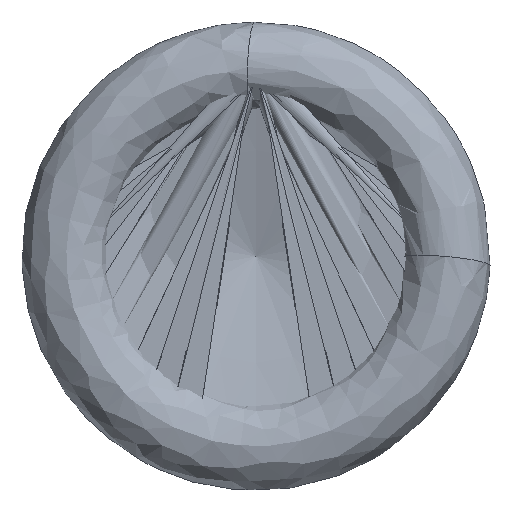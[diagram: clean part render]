
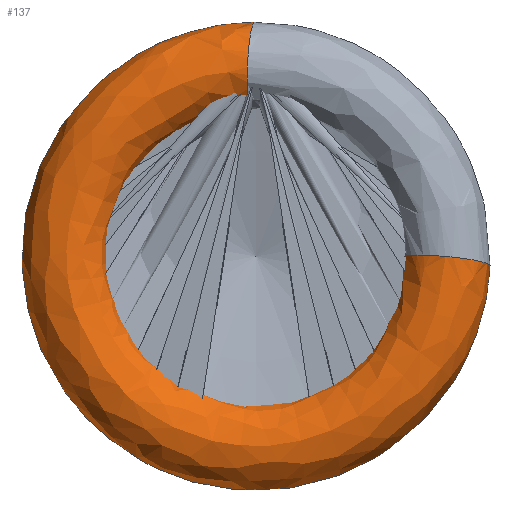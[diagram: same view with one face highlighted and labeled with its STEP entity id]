
A CAD part, left-side view. The second image highlights one B-rep face of the part: STEP entity #137.
In plain terms, the highlighted free-form (B-spline) face has degree [3, 3] with [7, 7] control points.
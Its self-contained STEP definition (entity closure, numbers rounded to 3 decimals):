
#137=ADVANCED_FACE('',(#151,#152),#149,.F.);
#149=(
BOUNDED_SURFACE()
B_SPLINE_SURFACE(3,3,((#320,#321,#322,#323,#324,#325,#326),(#327,#328,#329,
#330,#331,#332,#333),(#334,#335,#336,#337,#338,#339,#340),(#341,#342,#343,
#344,#345,#346,#347),(#348,#349,#350,#351,#352,#353,#354),(#355,#356,#357,
#358,#359,#360,#361),(#362,#363,#364,#365,#366,#367,#368)),
 .UNSPECIFIED.,.T.,.F.,.F.)
B_SPLINE_SURFACE_WITH_KNOTS((1,3,3,3,1),(4,3,4),(-0.5,0.,0.5,1.,1.5),(0.,
0.5,1.),.UNSPECIFIED.)
GEOMETRIC_REPRESENTATION_ITEM()
RATIONAL_B_SPLINE_SURFACE(((1.,0.595,0.595,1.,0.595,
0.595,1.),(0.333,0.198,0.198,
0.333,0.198,0.198,0.333),
(0.333,0.198,0.198,0.333,
0.198,0.198,0.333),(1.,0.595,
0.595,1.,0.595,0.595,1.),(0.333,
0.198,0.198,0.333,0.198,
0.198,0.333),(0.333,0.198,
0.198,0.333,0.198,0.198,
0.333),(1.,0.595,0.595,1.,0.595,
0.595,1.)))
REPRESENTATION_ITEM('')
SURFACE()
);
#151=FACE_BOUND('',#173,.T.);
#152=FACE_BOUND('',#174,.T.);
#173=EDGE_LOOP('',(#195));
#174=EDGE_LOOP('',(#196));
#195=ORIENTED_EDGE('',*,*,#229,.T.);
#196=ORIENTED_EDGE('',*,*,#230,.F.);
#217=VERTEX_POINT('',#317);
#218=VERTEX_POINT('',#319);
#229=EDGE_CURVE('',#217,#217,#240,.T.);
#230=EDGE_CURVE('',#218,#218,#241,.T.);
#240=CIRCLE('',#252,6.);
#241=CIRCLE('',#253,6.);
#252=AXIS2_PLACEMENT_3D('',#316,#274,#275);
#253=AXIS2_PLACEMENT_3D('',#318,#276,#277);
#274=DIRECTION('',(0.122,0.992,0.042));
#275=DIRECTION('',(0.992,-0.122,0.005));
#276=DIRECTION('',(0.122,-0.087,0.989));
#277=DIRECTION('',(0.992,0.,-0.122));
#316=CARTESIAN_POINT('',(5.955,0.416,25.508));
#317=CARTESIAN_POINT('',(11.91,-0.317,25.541));
#318=CARTESIAN_POINT('',(5.955,-25.501,-0.728));
#319=CARTESIAN_POINT('',(11.91,-25.501,-1.462));
#320=CARTESIAN_POINT('',(11.91,-25.501,-1.462));
#321=CARTESIAN_POINT('',(11.91,-23.995,-27.721));
#322=CARTESIAN_POINT('',(11.91,0.741,-36.656));
#323=CARTESIAN_POINT('',(11.91,18.68,-17.422));
#324=CARTESIAN_POINT('',(11.91,36.619,1.813));
#325=CARTESIAN_POINT('',(11.91,25.982,25.868));
#326=CARTESIAN_POINT('',(11.91,-0.317,25.541));
#327=CARTESIAN_POINT('',(12.037,-13.546,-0.432));
#328=CARTESIAN_POINT('',(12.037,-13.101,-14.38));
#329=CARTESIAN_POINT('',(12.037,-0.101,-19.453));
#330=CARTESIAN_POINT('',(12.037,9.674,-9.493));
#331=CARTESIAN_POINT('',(12.037,19.448,0.468));
#332=CARTESIAN_POINT('',(12.037,14.13,13.371));
#333=CARTESIAN_POINT('',(12.037,0.176,13.552));
#334=CARTESIAN_POINT('',(0.127,-13.546,1.036));
#335=CARTESIAN_POINT('',(0.127,-14.613,-12.912));
#336=CARTESIAN_POINT('',(0.127,-2.206,-19.375));
#337=CARTESIAN_POINT('',(0.127,8.613,-10.507));
#338=CARTESIAN_POINT('',(0.127,19.431,-1.639));
#339=CARTESIAN_POINT('',(0.127,15.529,11.795));
#340=CARTESIAN_POINT('',(0.127,1.642,13.486));
#341=CARTESIAN_POINT('',(0.,-25.501,0.006));
#342=CARTESIAN_POINT('',(0.,-25.507,-26.253));
#343=CARTESIAN_POINT('',(0.,-1.364,-36.578));
#344=CARTESIAN_POINT('',(0.,17.619,-18.436));
#345=CARTESIAN_POINT('',(0.,36.602,-0.294));
#346=CARTESIAN_POINT('',(0.,27.381,24.292));
#347=CARTESIAN_POINT('',(0.,1.149,25.475));
#348=CARTESIAN_POINT('',(-0.127,-37.456,-1.025));
#349=CARTESIAN_POINT('',(-0.127,-36.401,-39.593));
#350=CARTESIAN_POINT('',(-0.127,-0.522,-53.781));
#351=CARTESIAN_POINT('',(-0.127,26.625,-26.365));
#352=CARTESIAN_POINT('',(-0.127,53.773,1.051));
#353=CARTESIAN_POINT('',(-0.127,39.233,36.789));
#354=CARTESIAN_POINT('',(-0.127,0.657,37.465));
#355=CARTESIAN_POINT('',(11.783,-37.456,-2.493));
#356=CARTESIAN_POINT('',(11.783,-34.89,-41.061));
#357=CARTESIAN_POINT('',(11.783,1.583,-53.859));
#358=CARTESIAN_POINT('',(11.783,27.686,-25.351));
#359=CARTESIAN_POINT('',(11.783,53.789,3.158));
#360=CARTESIAN_POINT('',(11.783,37.834,38.364));
#361=CARTESIAN_POINT('',(11.783,-0.81,37.53));
#362=CARTESIAN_POINT('',(11.91,-25.501,-1.462));
#363=CARTESIAN_POINT('',(11.91,-23.995,-27.721));
#364=CARTESIAN_POINT('',(11.91,0.741,-36.656));
#365=CARTESIAN_POINT('',(11.91,18.68,-17.422));
#366=CARTESIAN_POINT('',(11.91,36.619,1.813));
#367=CARTESIAN_POINT('',(11.91,25.982,25.868));
#368=CARTESIAN_POINT('',(11.91,-0.317,25.541));
